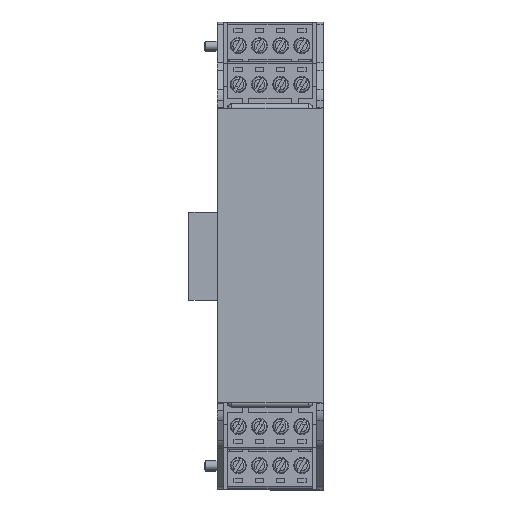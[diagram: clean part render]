
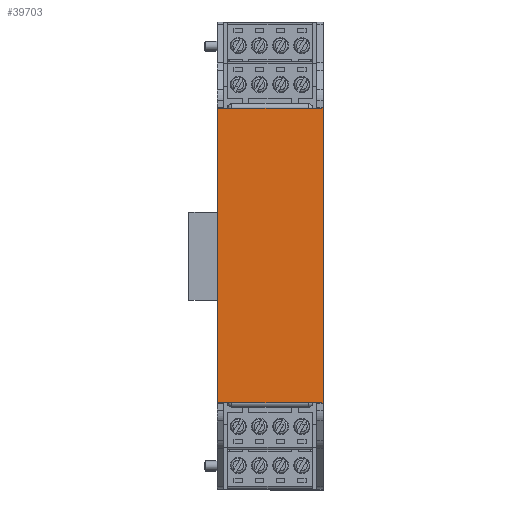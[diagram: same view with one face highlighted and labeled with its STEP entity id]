
A CAD part, top view. The second image highlights one B-rep face of the part: STEP entity #39703.
In plain terms, the highlighted planar face has unit normal (0, 0, 1).
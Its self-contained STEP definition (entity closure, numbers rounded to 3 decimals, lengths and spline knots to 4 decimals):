
#4147=DIRECTION('',(-1.,0.,0.));
#4148=VECTOR('',#4147,0.7087);
#4149=CARTESIAN_POINT('',(0.3543,-1.3685,
4.8831));
#4150=LINE('',#4149,#4148);
#4151=DIRECTION('',(1.,0.,0.));
#4152=VECTOR('',#4151,0.1378);
#4153=CARTESIAN_POINT('',(-0.4921,-1.3685,
4.8831));
#4154=LINE('',#4153,#4152);
#4155=DIRECTION('',(0.,-1.,0.));
#4156=VECTOR('',#4155,2.737);
#4157=CARTESIAN_POINT('',(-0.4921,1.3685,
4.8831));
#4158=LINE('',#4157,#4156);
#4159=DIRECTION('',(-1.,0.,0.));
#4160=VECTOR('',#4159,0.1378);
#4161=CARTESIAN_POINT('',(-0.3543,1.3685,
4.8831));
#4162=LINE('',#4161,#4160);
#4163=DIRECTION('',(-1.,0.,0.));
#4164=VECTOR('',#4163,0.7087);
#4165=CARTESIAN_POINT('',(0.3543,1.3685,4.8831));
#4166=LINE('',#4165,#4164);
#4167=DIRECTION('',(-1.,0.,0.));
#4168=VECTOR('',#4167,0.1378);
#4169=CARTESIAN_POINT('',(0.4921,1.3685,4.8831));
#4170=LINE('',#4169,#4168);
#4171=DIRECTION('',(0.,1.,0.));
#4172=VECTOR('',#4171,2.737);
#4173=CARTESIAN_POINT('',(0.4921,-1.3685,
4.8831));
#4174=LINE('',#4173,#4172);
#4175=DIRECTION('',(1.,0.,0.));
#4176=VECTOR('',#4175,0.1378);
#4177=CARTESIAN_POINT('',(0.3543,-1.3685,
4.8831));
#4178=LINE('',#4177,#4176);
#29483=CARTESIAN_POINT('',(-0.4921,1.3685,
4.8831));
#29484=CARTESIAN_POINT('',(-0.4921,-1.3685,
4.8831));
#29485=VERTEX_POINT('',#29483);
#29486=VERTEX_POINT('',#29484);
#29487=CARTESIAN_POINT('',(0.4921,-1.3685,
4.8831));
#29488=CARTESIAN_POINT('',(0.4921,1.3685,
4.8831));
#29489=VERTEX_POINT('',#29487);
#29490=VERTEX_POINT('',#29488);
#29507=CARTESIAN_POINT('',(0.3543,1.3685,
4.8831));
#29508=CARTESIAN_POINT('',(-0.3543,1.3685,
4.8831));
#29509=VERTEX_POINT('',#29507);
#29510=VERTEX_POINT('',#29508);
#29520=CARTESIAN_POINT('',(0.3543,-1.3685,
4.8831));
#29522=VERTEX_POINT('',#29520);
#29524=CARTESIAN_POINT('',(-0.3543,-1.3685,
4.8831));
#29526=VERTEX_POINT('',#29524);
#39685=CARTESIAN_POINT('',(0.,0.,4.8831));
#39686=DIRECTION('',(0.,0.,1.));
#39687=DIRECTION('',(1.,0.,0.));
#39688=AXIS2_PLACEMENT_3D('',#39685,#39686,#39687);
#39689=PLANE('',#39688);
#39691=ORIENTED_EDGE('',*,*,#39690,.T.);
#39692=ORIENTED_EDGE('',*,*,#39651,.F.);
#39693=ORIENTED_EDGE('',*,*,#34336,.F.);
#39694=ORIENTED_EDGE('',*,*,#34483,.F.);
#39696=ORIENTED_EDGE('',*,*,#39695,.F.);
#39697=ORIENTED_EDGE('',*,*,#34471,.F.);
#39699=ORIENTED_EDGE('',*,*,#39698,.F.);
#39700=ORIENTED_EDGE('',*,*,#39663,.F.);
#39701=EDGE_LOOP('',(#39691,#39692,#39693,#39694,#39696,#39697,#39699,#39700));
#39702=FACE_OUTER_BOUND('',#39701,.F.);
#39703=ADVANCED_FACE('',(#39702),#39689,.T.);
#34336=EDGE_CURVE('',#29485,#29486,#4158,.T.);
#34471=EDGE_CURVE('',#29490,#29509,#4170,.T.);
#34483=EDGE_CURVE('',#29510,#29485,#4162,.T.);
#39651=EDGE_CURVE('',#29486,#29526,#4154,.T.);
#39663=EDGE_CURVE('',#29522,#29489,#4178,.T.);
#39690=EDGE_CURVE('',#29522,#29526,#4150,.T.);
#39695=EDGE_CURVE('',#29509,#29510,#4166,.T.);
#39698=EDGE_CURVE('',#29489,#29490,#4174,.T.);
